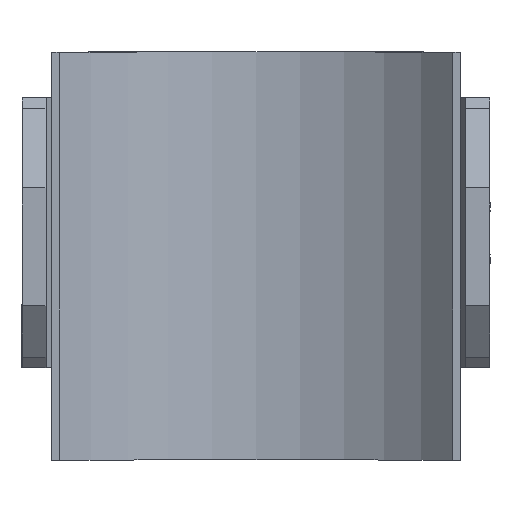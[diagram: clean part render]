
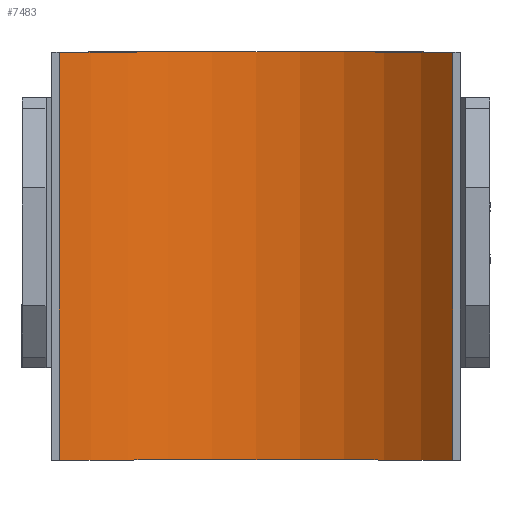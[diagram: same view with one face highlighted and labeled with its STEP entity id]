
A CAD part, front view. The second image highlights one B-rep face of the part: STEP entity #7483.
In plain terms, the highlighted cylindrical face has radius 21.7 mm (diameter 43.4 mm), a partial arc.
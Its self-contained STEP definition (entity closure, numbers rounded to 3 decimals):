
#24 = CIRCLE ( 'NONE', #6563, 21.7 ) ;
#245 = EDGE_CURVE ( 'NONE', #7109, #11016, #2168, .T. ) ;
#332 = CARTESIAN_POINT ( 'NONE',  ( 16.409, -7.5, 17. ) ) ;
#1009 = EDGE_LOOP ( 'NONE', ( #10655, #4770, #11177, #2076 ) ) ;
#1483 = EDGE_CURVE ( 'NONE', #11016, #5703, #24, .T. ) ;
#1540 = DIRECTION ( 'NONE',  ( 0., 0., -1. ) ) ;
#2076 = ORIENTED_EDGE ( 'NONE', *, *, #245, .T. ) ;
#2168 = LINE ( 'NONE', #7598, #9782 ) ;
#2221 = CARTESIAN_POINT ( 'NONE',  ( 0., -21.7, 17. ) ) ;
#2711 = VERTEX_POINT ( 'NONE', #332 ) ;
#2824 = CARTESIAN_POINT ( 'NONE',  ( -16.409, -7.5, -17. ) ) ;
#3149 = DIRECTION ( 'NONE',  ( 0., 0., -1. ) ) ;
#3860 = CIRCLE ( 'NONE', #5168, 21.7 ) ;
#3893 = DIRECTION ( 'NONE',  ( -1., 0., 0. ) ) ;
#4498 = DIRECTION ( 'NONE',  ( 1., 0., 0. ) ) ;
#4770 = ORIENTED_EDGE ( 'NONE', *, *, #8958, .F. ) ;
#5168 = AXIS2_PLACEMENT_3D ( 'NONE', #9599, #1540, #6784 ) ;
#5703 = VERTEX_POINT ( 'NONE', #6175 ) ;
#5886 = CYLINDRICAL_SURFACE ( 'NONE', #10795, 21.7 ) ;
#6175 = CARTESIAN_POINT ( 'NONE',  ( 16.409, -7.5, -17. ) ) ;
#6563 = AXIS2_PLACEMENT_3D ( 'NONE', #10999, #7303, #4498 ) ;
#6589 = VECTOR ( 'NONE', #3149, 1000. ) ;
#6648 = FACE_OUTER_BOUND ( 'NONE', #1009, .T. ) ;
#6784 = DIRECTION ( 'NONE',  ( 1., 0., 0. ) ) ;
#7109 = VERTEX_POINT ( 'NONE', #11067 ) ;
#7303 = DIRECTION ( 'NONE',  ( 0., 0., -1. ) ) ;
#7483 = ADVANCED_FACE ( 'NONE', ( #6648 ), #5886, .F. ) ;
#7596 = CARTESIAN_POINT ( 'NONE',  ( 16.409, -7.5, 17. ) ) ;
#7598 = CARTESIAN_POINT ( 'NONE',  ( -16.409, -7.5, 17. ) ) ;
#7775 = LINE ( 'NONE', #7596, #6589 ) ;
#8958 = EDGE_CURVE ( 'NONE', #2711, #5703, #7775, .T. ) ;
#9599 = CARTESIAN_POINT ( 'NONE',  ( 0., -21.7, 17. ) ) ;
#9782 = VECTOR ( 'NONE', #11237, 1000. ) ;
#9959 = EDGE_CURVE ( 'NONE', #7109, #2711, #3860, .T. ) ;
#10460 = DIRECTION ( 'NONE',  ( 0., 0., -1. ) ) ;
#10655 = ORIENTED_EDGE ( 'NONE', *, *, #1483, .T. ) ;
#10795 = AXIS2_PLACEMENT_3D ( 'NONE', #2221, #10460, #3893 ) ;
#10999 = CARTESIAN_POINT ( 'NONE',  ( 0., -21.7, -17. ) ) ;
#11016 = VERTEX_POINT ( 'NONE', #2824 ) ;
#11067 = CARTESIAN_POINT ( 'NONE',  ( -16.409, -7.5, 17. ) ) ;
#11177 = ORIENTED_EDGE ( 'NONE', *, *, #9959, .F. ) ;
#11237 = DIRECTION ( 'NONE',  ( 0., 0., -1. ) ) ;
